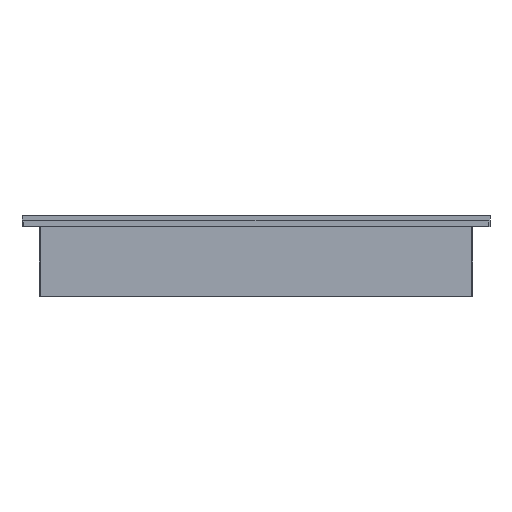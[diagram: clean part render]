
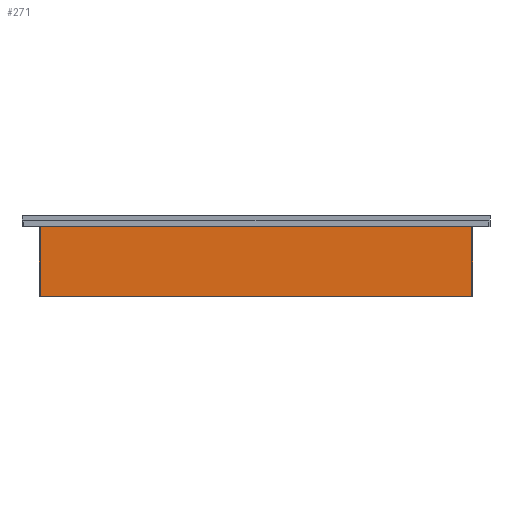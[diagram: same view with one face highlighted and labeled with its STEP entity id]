
A CAD part, front view. The second image highlights one B-rep face of the part: STEP entity #271.
In plain terms, the highlighted planar face has unit normal (0, -1, 0).
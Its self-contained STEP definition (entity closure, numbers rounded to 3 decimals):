
#2 = VERTEX_POINT ( 'NONE', #3216 ) ;
#155 = LINE ( 'NONE', #3072, #2409 ) ;
#230 = CARTESIAN_POINT ( 'NONE',  ( -140., -140., -47.5 ) ) ;
#231 = DIRECTION ( 'NONE',  ( 0., 0., 1. ) ) ;
#271 = ADVANCED_FACE ( 'NONE', ( #3339 ), #817, .T. ) ;
#446 = DIRECTION ( 'NONE',  ( 0., -1., 0. ) ) ;
#481 = ORIENTED_EDGE ( 'NONE', *, *, #2896, .F. ) ;
#678 = EDGE_LOOP ( 'NONE', ( #1001, #481, #2063, #3509 ) ) ;
#710 = VERTEX_POINT ( 'NONE', #1897 ) ;
#738 = EDGE_CURVE ( 'NONE', #710, #1546, #2768, .T. ) ;
#817 = PLANE ( 'NONE',  #3057 ) ;
#1001 = ORIENTED_EDGE ( 'NONE', *, *, #738, .T. ) ;
#1004 = VECTOR ( 'NONE', #3640, 1000. ) ;
#1060 = CARTESIAN_POINT ( 'NONE',  ( -140., -140., 0. ) ) ;
#1546 = VERTEX_POINT ( 'NONE', #2634 ) ;
#1852 = EDGE_CURVE ( 'NONE', #2, #710, #3396, .T. ) ;
#1897 = CARTESIAN_POINT ( 'NONE',  ( 140., -140., -47.5 ) ) ;
#1931 = DIRECTION ( 'NONE',  ( 1., 0., 0. ) ) ;
#1944 = CARTESIAN_POINT ( 'NONE',  ( -140., -140., -47.5 ) ) ;
#2063 = ORIENTED_EDGE ( 'NONE', *, *, #2970, .F. ) ;
#2401 = VECTOR ( 'NONE', #2546, 1000. ) ;
#2409 = VECTOR ( 'NONE', #231, 1000. ) ;
#2481 = CARTESIAN_POINT ( 'NONE',  ( 140., -140., -47.5 ) ) ;
#2546 = DIRECTION ( 'NONE',  ( 1., 0., 0. ) ) ;
#2634 = CARTESIAN_POINT ( 'NONE',  ( 140., -140., 0. ) ) ;
#2768 = LINE ( 'NONE', #2481, #1004 ) ;
#2834 = LINE ( 'NONE', #3707, #3565 ) ;
#2896 = EDGE_CURVE ( 'NONE', #3292, #1546, #2834, .T. ) ;
#2970 = EDGE_CURVE ( 'NONE', #2, #3292, #155, .T. ) ;
#3032 = DIRECTION ( 'NONE',  ( 1., 0., 0. ) ) ;
#3057 = AXIS2_PLACEMENT_3D ( 'NONE', #1944, #446, #3032 ) ;
#3072 = CARTESIAN_POINT ( 'NONE',  ( -140., -140., -47.5 ) ) ;
#3216 = CARTESIAN_POINT ( 'NONE',  ( -140., -140., -47.5 ) ) ;
#3292 = VERTEX_POINT ( 'NONE', #1060 ) ;
#3339 = FACE_OUTER_BOUND ( 'NONE', #678, .T. ) ;
#3396 = LINE ( 'NONE', #230, #2401 ) ;
#3509 = ORIENTED_EDGE ( 'NONE', *, *, #1852, .T. ) ;
#3565 = VECTOR ( 'NONE', #1931, 1000. ) ;
#3640 = DIRECTION ( 'NONE',  ( 0., 0., 1. ) ) ;
#3707 = CARTESIAN_POINT ( 'NONE',  ( 140., -140., 0. ) ) ;
